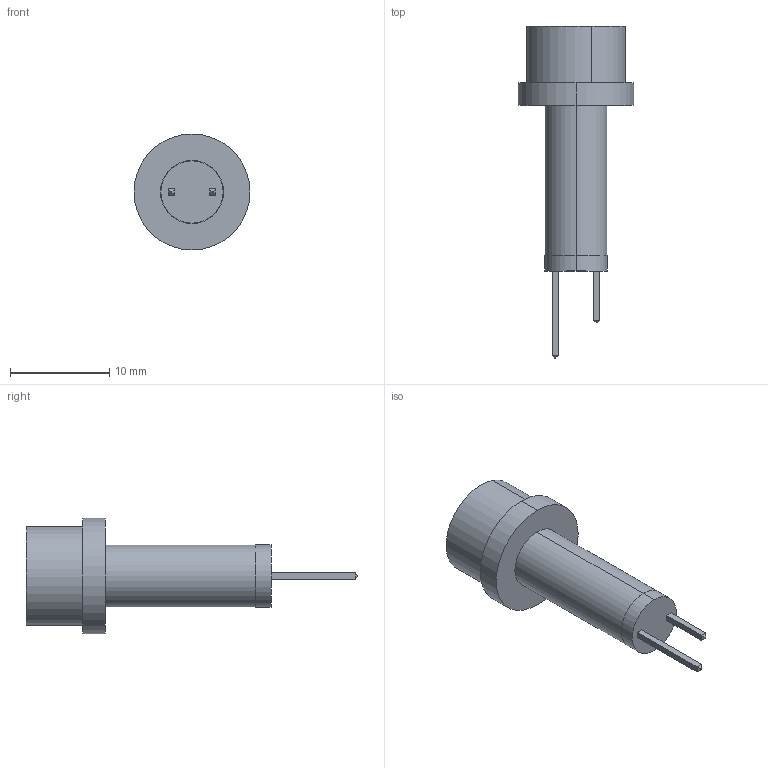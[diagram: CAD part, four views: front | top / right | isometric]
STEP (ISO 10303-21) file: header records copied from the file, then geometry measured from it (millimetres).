
FILE_DESCRIPTION (( 'STEP AP214' ), '1' );
FILE_NAME ('461_Series.STEP', '2019-02-15T23:46:42', ( 'user' ), ( 'Microsoft' ), 'SwSTEP 2.0', 'SolidWorks 2018', '' );
FILE_SCHEMA (( 'AUTOMOTIVE_DESIGN' ));
Length unit declared in the file: foot
Products named in the file (6): DF200K-BCR_Trim for ASSY SP090505; 40-LED, HEADER CARTRIDGE, 2 TERM; 500061-x_461-0; LENS 60 FRESNEL 500032; SLEEVE 40-44 (SONIC WELD) 500007; 461_Series
Assembly tree (5 placements, depth 2):
  461_Series
    SLEEVE 40-44 (SONIC WELD) 500007
    LENS 60 FRESNEL 500032
    500061-x_461-0
    40-LED, HEADER CARTRIDGE, 2 TERM
    DF200K-BCR_Trim for ASSY SP090505
Bounding box: 11.68 x 33.45 x 11.68 mm (x, y, z)
Volume: 625.1 mm3; surface area: 2074.5 mm2
Topology: 5 solids, 6 shells, 379 faces, 906 edges, 568 vertices
Faces by surface type: plane 212, cylinder 111, cone 52, sphere 4
Entity records: 11897 total; most frequent: CARTESIAN_POINT 2101, DIRECTION 1944, ORIENTED_EDGE 1796, EDGE_CURVE 898, AXIS2_PLACEMENT_3D 743, VERTEX_POINT 564, VECTOR 458, LINE 458
